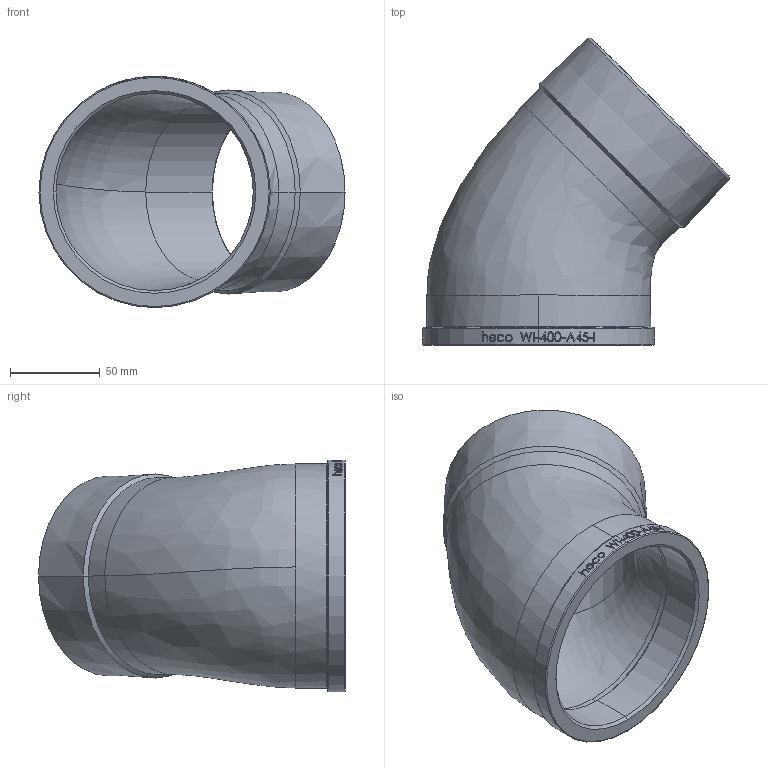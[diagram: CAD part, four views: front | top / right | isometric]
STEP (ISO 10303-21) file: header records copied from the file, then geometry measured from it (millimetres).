
FILE_DESCRIPTION (( 'STEP AP214' ), '1' );
FILE_NAME ('heco_WI-400-A45-I.STEP', '2017-05-22T10:09:54', ( '' ), ( '' ), 'SwSTEP 2.0', 'SolidWorks 2016', '' );
FILE_SCHEMA (( 'AUTOMOTIVE_DESIGN' ));
Length unit declared in the file: millimetre
Products named in the file (1): heco_WI-400-A45-I
Bounding box: 170.74 x 171.24 x 129 mm (x, y, z)
Volume: 333126.5 mm3; surface area: 115394.5 mm2
Topology: 1 solids, 1 shells, 210 faces, 531 edges, 346 vertices
Faces by surface type: bspline 88, plane 69, cylinder 35, cone 10, torus 8
Entity records: 21705 total; most frequent: CARTESIAN_POINT 15474, ORIENTED_EDGE 1062, DIRECTION 631, EDGE_CURVE 531, VERTEX_POINT 346, B_SPLINE_CURVE_WITH_KNOTS 278, AXIS2_PLACEMENT_3D 255, EDGE_LOOP 235
